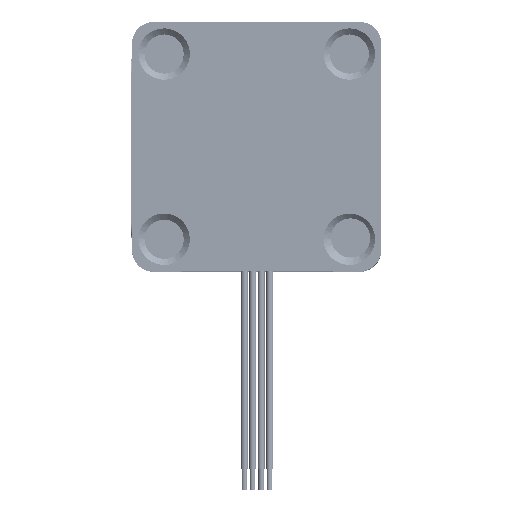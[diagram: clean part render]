
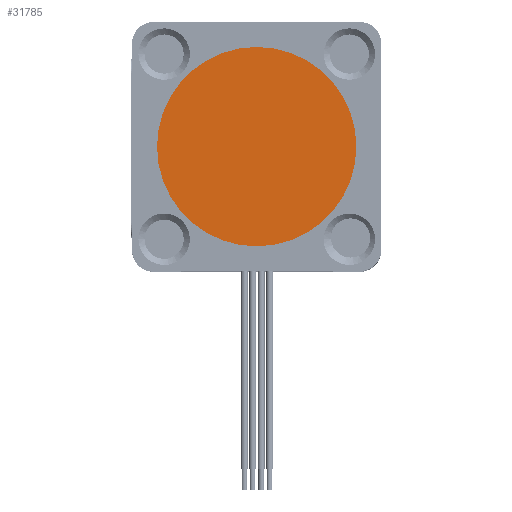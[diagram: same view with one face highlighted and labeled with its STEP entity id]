
A CAD part, top view. The second image highlights one B-rep face of the part: STEP entity #31785.
In plain terms, the highlighted planar face has unit normal (0, 0, 1).
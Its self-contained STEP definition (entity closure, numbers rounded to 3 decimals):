
#6649=PLANE('',#35394);
#8537=FACE_OUTER_BOUND('',#10424,.T.);
#10424=EDGE_LOOP('',(#29026));
#12195=CIRCLE('',#35391,14.);
#15261=VERTEX_POINT('',#57623);
#19861=EDGE_CURVE('',#15261,#15261,#12195,.T.);
#29026=ORIENTED_EDGE('',*,*,#19861,.T.);
#31785=ADVANCED_FACE('',(#8537),#6649,.T.);
#35391=AXIS2_PLACEMENT_3D('',#57624,#45251,#45252);
#35394=AXIS2_PLACEMENT_3D('',#57628,#45257,#45258);
#45251=DIRECTION('center_axis',(0.,0.,1.));
#45252=DIRECTION('ref_axis',(-1.,0.,0.));
#45257=DIRECTION('center_axis',(0.,0.,1.));
#45258=DIRECTION('ref_axis',(1.,0.,0.));
#57623=CARTESIAN_POINT('',(14.,0.,0.05));
#57624=CARTESIAN_POINT('Origin',(0.,0.,0.05));
#57628=CARTESIAN_POINT('Origin',(0.,0.,
0.05));
